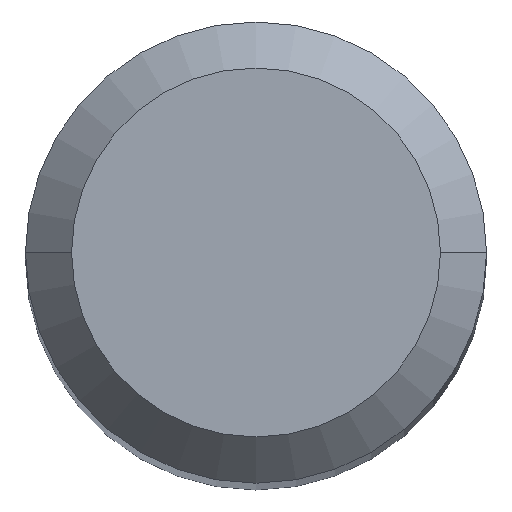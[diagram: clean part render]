
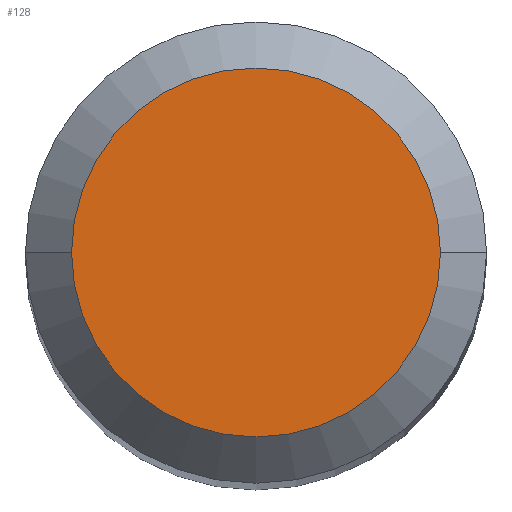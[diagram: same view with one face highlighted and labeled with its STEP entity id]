
A CAD part, top view. The second image highlights one B-rep face of the part: STEP entity #128.
In plain terms, the highlighted planar face has unit normal (0, 0, 1).
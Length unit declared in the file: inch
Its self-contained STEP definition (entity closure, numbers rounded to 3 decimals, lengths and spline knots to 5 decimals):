
#29 = EDGE_CURVE ( 'NONE', #384, #154, #292, .T. ) ;
#62 = PLANE ( 'NONE',  #189 ) ;
#69 = ORIENTED_EDGE ( 'NONE', *, *, #29, .T. ) ;
#81 = DIRECTION ( 'NONE',  ( 0., 0., 1. ) ) ;
#88 = AXIS2_PLACEMENT_3D ( 'NONE', #316, #81, #438 ) ;
#114 = EDGE_LOOP ( 'NONE', ( #69, #506 ) ) ;
#128 = ADVANCED_FACE ( 'NONE', ( #408 ), #62, .F. ) ;
#134 = CARTESIAN_POINT ( 'NONE',  ( 0., 0., 0. ) ) ;
#154 = VERTEX_POINT ( 'NONE', #367 ) ;
#186 = EDGE_CURVE ( 'NONE', #154, #384, #390, .T. ) ;
#189 = AXIS2_PLACEMENT_3D ( 'NONE', #215, #209, #252 ) ;
#209 = DIRECTION ( 'NONE',  ( 0., 0., -1. ) ) ;
#215 = CARTESIAN_POINT ( 'NONE',  ( 0., 0., 0. ) ) ;
#249 = AXIS2_PLACEMENT_3D ( 'NONE', #134, #294, #486 ) ;
#252 = DIRECTION ( 'NONE',  ( -1., 0., 0. ) ) ;
#292 = CIRCLE ( 'NONE', #88, 0.09448 ) ;
#294 = DIRECTION ( 'NONE',  ( 0., 0., 1. ) ) ;
#316 = CARTESIAN_POINT ( 'NONE',  ( 0., 0., 0. ) ) ;
#367 = CARTESIAN_POINT ( 'NONE',  ( 0.09448, 0., 0. ) ) ;
#384 = VERTEX_POINT ( 'NONE', #487 ) ;
#390 = CIRCLE ( 'NONE', #249, 0.09448 ) ;
#408 = FACE_OUTER_BOUND ( 'NONE', #114, .T. ) ;
#438 = DIRECTION ( 'NONE',  ( 1., 0., 0. ) ) ;
#486 = DIRECTION ( 'NONE',  ( 1., 0., 0. ) ) ;
#487 = CARTESIAN_POINT ( 'NONE',  ( -0.09448, 0., 0. ) ) ;
#506 = ORIENTED_EDGE ( 'NONE', *, *, #186, .T. ) ;
